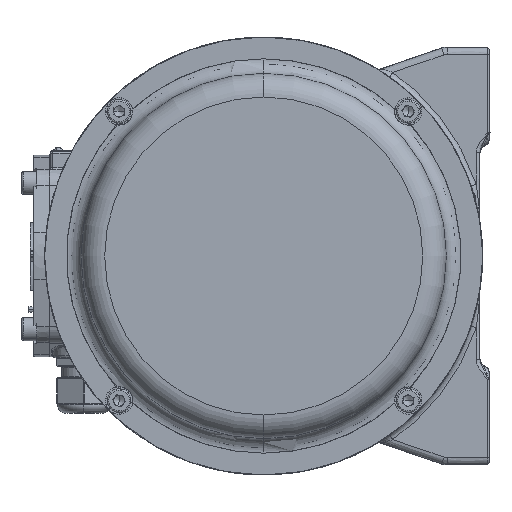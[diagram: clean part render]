
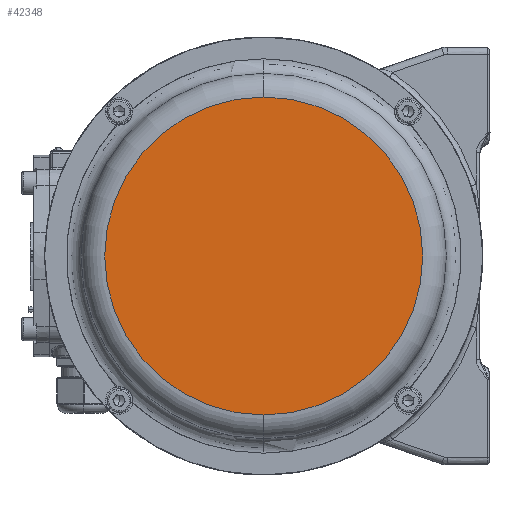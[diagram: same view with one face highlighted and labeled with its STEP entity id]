
A CAD part, left-side view. The second image highlights one B-rep face of the part: STEP entity #42348.
In plain terms, the highlighted planar face has unit normal (-1, 0, 0).
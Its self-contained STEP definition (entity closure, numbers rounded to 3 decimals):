
#2920 = EDGE_CURVE ( 'NONE', #79177, #60389, #41744, .T. ) ;
#10515 = DIRECTION ( 'NONE',  ( 1., 0., 0. ) ) ;
#23392 = EDGE_CURVE ( 'NONE', #60389, #79177, #56491, .T. ) ;
#30877 = ORIENTED_EDGE ( 'NONE', *, *, #23392, .F. ) ;
#39372 = CARTESIAN_POINT ( 'NONE',  ( -224.358, -51.392, 0. ) ) ;
#41744 = CIRCLE ( 'NONE', #193924, 87.5 ) ;
#42324 = CARTESIAN_POINT ( 'NONE',  ( -224.358, 36.108, 87.5 ) ) ;
#42348 = ADVANCED_FACE ( 'NONE', ( #54686 ), #54125, .F. ) ;
#54125 = PLANE ( 'NONE',  #91747 ) ;
#54686 = FACE_OUTER_BOUND ( 'NONE', #57516, .T. ) ;
#54789 = DIRECTION ( 'NONE',  ( 0., 0., 1. ) ) ;
#56491 = CIRCLE ( 'NONE', #154249, 87.5 ) ;
#57516 = EDGE_LOOP ( 'NONE', ( #30877, #178146 ) ) ;
#60389 = VERTEX_POINT ( 'NONE', #42324 ) ;
#79177 = VERTEX_POINT ( 'NONE', #163755 ) ;
#88250 = CARTESIAN_POINT ( 'NONE',  ( -224.358, 36.108, 0. ) ) ;
#91747 = AXIS2_PLACEMENT_3D ( 'NONE', #39372, #146659, #54789 ) ;
#102441 = CARTESIAN_POINT ( 'NONE',  ( -224.358, 36.108, 0. ) ) ;
#103646 = DIRECTION ( 'NONE',  ( 0., 0., 1. ) ) ;
#117851 = DIRECTION ( 'NONE',  ( 0., 0., 1. ) ) ;
#146659 = DIRECTION ( 'NONE',  ( 1., 0., 0. ) ) ;
#154249 = AXIS2_PLACEMENT_3D ( 'NONE', #88250, #195565, #103646 ) ;
#163755 = CARTESIAN_POINT ( 'NONE',  ( -224.358, 36.108, -87.5 ) ) ;
#178146 = ORIENTED_EDGE ( 'NONE', *, *, #2920, .F. ) ;
#193924 = AXIS2_PLACEMENT_3D ( 'NONE', #102441, #10515, #117851 ) ;
#195565 = DIRECTION ( 'NONE',  ( 1., 0., 0. ) ) ;
